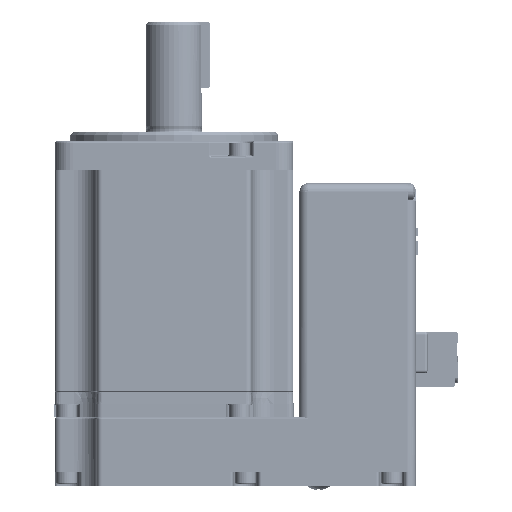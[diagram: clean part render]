
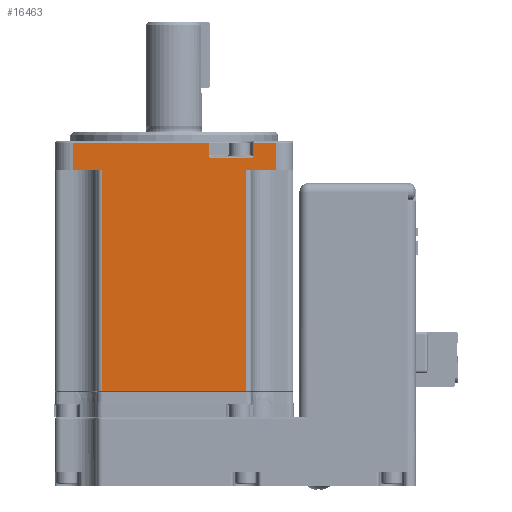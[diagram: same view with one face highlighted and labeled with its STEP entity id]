
A CAD part, front view. The second image highlights one B-rep face of the part: STEP entity #16463.
In plain terms, the highlighted planar face has unit normal (0, -1, 0).
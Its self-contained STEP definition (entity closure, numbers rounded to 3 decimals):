
#544 = VECTOR ( 'NONE', #127384, 1000. ) ;
#1394 = CARTESIAN_POINT ( 'NONE',  ( 11.373, -30.394, 180.05 ) ) ;
#1831 = LINE ( 'NONE', #148317, #42440 ) ;
#6958 = VERTEX_POINT ( 'NONE', #11764 ) ;
#10137 = VERTEX_POINT ( 'NONE', #93780 ) ;
#10960 = DIRECTION ( 'NONE',  ( 0., 0., -1. ) ) ;
#11764 = CARTESIAN_POINT ( 'NONE',  ( 3.473, -30.394, 174.55 ) ) ;
#13935 = EDGE_CURVE ( 'NONE', #15815, #96765, #153175, .T. ) ;
#14393 = DIRECTION ( 'NONE',  ( 0., 1., 0. ) ) ;
#15815 = VERTEX_POINT ( 'NONE', #38639 ) ;
#16463 = ADVANCED_FACE ( 'NONE', ( #50621 ), #99674, .F. ) ;
#17202 = CARTESIAN_POINT ( 'NONE',  ( -46.627, -30.394, 170.55 ) ) ;
#17451 = VERTEX_POINT ( 'NONE', #155323 ) ;
#17643 = CARTESIAN_POINT ( 'NONE',  ( 1.373, -30.394, 96.25 ) ) ;
#18702 = CARTESIAN_POINT ( 'NONE',  ( -46.627, -30.394, 174.55 ) ) ;
#20536 = DIRECTION ( 'NONE',  ( -1., 0., 0. ) ) ;
#20755 = DIRECTION ( 'NONE',  ( 1., 0., 0. ) ) ;
#22040 = CARTESIAN_POINT ( 'NONE',  ( -56.627, -30.394, 180.05 ) ) ;
#23684 = LINE ( 'NONE', #158079, #100978 ) ;
#24302 = CARTESIAN_POINT ( 'NONE',  ( -11.057, -30.394, 175.35 ) ) ;
#26348 = DIRECTION ( 'NONE',  ( 0., 0., -1. ) ) ;
#28048 = CARTESIAN_POINT ( 'NONE',  ( -46.627, -30.394, 96.25 ) ) ;
#28303 = VECTOR ( 'NONE', #145942, 1000. ) ;
#29827 = DIRECTION ( 'NONE',  ( -1., 0., 0. ) ) ;
#32604 = CARTESIAN_POINT ( 'NONE',  ( -10.425, -30.394, 174.55 ) ) ;
#36269 = VECTOR ( 'NONE', #141922, 1000. ) ;
#36504 = CARTESIAN_POINT ( 'NONE',  ( 3.773, -30.394, 179.55 ) ) ;
#36558 = EDGE_CURVE ( 'NONE', #154522, #49246, #1831, .T. ) ;
#36714 = LINE ( 'NONE', #108352, #45200 ) ;
#37175 = EDGE_CURVE ( 'NONE', #142356, #10137, #36714, .T. ) ;
#38639 = CARTESIAN_POINT ( 'NONE',  ( -11.057, -30.394, 179.55 ) ) ;
#38839 = VERTEX_POINT ( 'NONE', #151995 ) ;
#42013 = CARTESIAN_POINT ( 'NONE',  ( 3.473, -30.394, 175.35 ) ) ;
#42440 = VECTOR ( 'NONE', #124210, 1000. ) ;
#43204 = CARTESIAN_POINT ( 'NONE',  ( 1.373, -30.394, 170.55 ) ) ;
#44388 = DIRECTION ( 'NONE',  ( 0., 1., 0. ) ) ;
#45200 = VECTOR ( 'NONE', #10960, 1000. ) ;
#48464 = CARTESIAN_POINT ( 'NONE',  ( -9.925, -30.394, 174.55 ) ) ;
#49137 = EDGE_CURVE ( 'NONE', #38839, #158259, #135311, .T. ) ;
#49246 = VERTEX_POINT ( 'NONE', #67481 ) ;
#50022 = ORIENTED_EDGE ( 'NONE', *, *, #13935, .T. ) ;
#50621 = FACE_OUTER_BOUND ( 'NONE', #133908, .T. ) ;
#51900 = CIRCLE ( 'NONE', #152147, 0.8 ) ;
#55861 = CARTESIAN_POINT ( 'NONE',  ( -56.627, -30.394, 179.55 ) ) ;
#58249 = LINE ( 'NONE', #36504, #113105 ) ;
#58971 = ORIENTED_EDGE ( 'NONE', *, *, #93433, .T. ) ;
#59986 = VECTOR ( 'NONE', #101378, 1000. ) ;
#60820 = ORIENTED_EDGE ( 'NONE', *, *, #36558, .F. ) ;
#65472 = EDGE_CURVE ( 'NONE', #132085, #102800, #124787, .T. ) ;
#66773 = ORIENTED_EDGE ( 'NONE', *, *, #99869, .T. ) ;
#67481 = CARTESIAN_POINT ( 'NONE',  ( -56.627, -30.394, 170.55 ) ) ;
#68443 = LINE ( 'NONE', #128831, #136602 ) ;
#70651 = LINE ( 'NONE', #92369, #82011 ) ;
#73789 = EDGE_CURVE ( 'NONE', #6958, #38839, #93732, .T. ) ;
#75715 = ORIENTED_EDGE ( 'NONE', *, *, #80644, .T. ) ;
#76340 = CARTESIAN_POINT ( 'NONE',  ( -22.627, -30.394, 174.55 ) ) ;
#78287 = LINE ( 'NONE', #18702, #544 ) ;
#80644 = EDGE_CURVE ( 'NONE', #10137, #6958, #51900, .T. ) ;
#82011 = VECTOR ( 'NONE', #20755, 1000. ) ;
#83126 = CARTESIAN_POINT ( 'NONE',  ( -10.588, -30.394, 174.55 ) ) ;
#83233 = ORIENTED_EDGE ( 'NONE', *, *, #65472, .T. ) ;
#83987 = LINE ( 'NONE', #22040, #28303 ) ;
#85045 = ORIENTED_EDGE ( 'NONE', *, *, #37175, .T. ) ;
#86295 = EDGE_CURVE ( 'NONE', #158259, #15815, #23684, .T. ) ;
#88697 = VERTEX_POINT ( 'NONE', #28048 ) ;
#91999 = CARTESIAN_POINT ( 'NONE',  ( -56.627, -30.394, 179.55 ) ) ;
#92369 = CARTESIAN_POINT ( 'NONE',  ( 1.373, -30.394, 96.25 ) ) ;
#93433 = EDGE_CURVE ( 'NONE', #154522, #88697, #78287, .T. ) ;
#93442 = DIRECTION ( 'NONE',  ( 0., 0., 1. ) ) ;
#93732 = LINE ( 'NONE', #32604, #147449 ) ;
#93780 = CARTESIAN_POINT ( 'NONE',  ( 4.273, -30.394, 175.35 ) ) ;
#96765 = VERTEX_POINT ( 'NONE', #55861 ) ;
#97146 = ORIENTED_EDGE ( 'NONE', *, *, #49137, .T. ) ;
#97529 = CARTESIAN_POINT ( 'NONE',  ( -11.057, -30.394, 174.881 ) ) ;
#99674 = PLANE ( 'NONE',  #108516 ) ;
#99869 = EDGE_CURVE ( 'NONE', #88697, #132085, #70651, .T. ) ;
#100978 = VECTOR ( 'NONE', #146004, 1000. ) ;
#101378 = DIRECTION ( 'NONE',  ( 0., 0., 1. ) ) ;
#102800 = VERTEX_POINT ( 'NONE', #43204 ) ;
#103866 = ORIENTED_EDGE ( 'NONE', *, *, #73789, .T. ) ;
#107574 = EDGE_CURVE ( 'NONE', #17451, #102800, #68443, .T. ) ;
#108143 = DIRECTION ( 'NONE',  ( -1., 0., 0. ) ) ;
#108314 = VERTEX_POINT ( 'NONE', #151604 ) ;
#108352 = CARTESIAN_POINT ( 'NONE',  ( 4.273, -30.394, 180.05 ) ) ;
#108516 = AXIS2_PLACEMENT_3D ( 'NONE', #76340, #14393, #149579 ) ;
#113105 = VECTOR ( 'NONE', #108143, 1000. ) ;
#124210 = DIRECTION ( 'NONE',  ( -1., 0., 0. ) ) ;
#124787 = LINE ( 'NONE', #136052, #59986 ) ;
#127384 = DIRECTION ( 'NONE',  ( 0., 0., -1. ) ) ;
#128831 = CARTESIAN_POINT ( 'NONE',  ( -56.627, -30.394, 170.55 ) ) ;
#131249 = VECTOR ( 'NONE', #26348, 1000. ) ;
#131787 = ORIENTED_EDGE ( 'NONE', *, *, #149434, .T. ) ;
#132085 = VERTEX_POINT ( 'NONE', #17643 ) ;
#133908 = EDGE_LOOP ( 'NONE', ( #83233, #146036, #135190, #146358, #85045, #75715, #103866, #97146, #157144, #50022, #131787, #60820, #58971, #66773 ) ) ;
#135190 = ORIENTED_EDGE ( 'NONE', *, *, #150156, .F. ) ;
#135311 =( BOUNDED_CURVE ( )  B_SPLINE_CURVE ( 3, ( #48464, #83126, #97529, #24302 ),
 .UNSPECIFIED., .F., .T. ) 
 B_SPLINE_CURVE_WITH_KNOTS ( ( 4, 4 ),
 ( 4.712, 6.283 ),
 .UNSPECIFIED. ) 
 CURVE ( )  GEOMETRIC_REPRESENTATION_ITEM ( )  RATIONAL_B_SPLINE_CURVE ( ( 1., 0.805, 0.805, 1. ) ) 
 REPRESENTATION_ITEM ( '' )  );
#136052 = CARTESIAN_POINT ( 'NONE',  ( 1.373, -30.394, 174.55 ) ) ;
#136602 = VECTOR ( 'NONE', #29827, 1000. ) ;
#141922 = DIRECTION ( 'NONE',  ( -1., 0., 0. ) ) ;
#142356 = VERTEX_POINT ( 'NONE', #152229 ) ;
#145942 = DIRECTION ( 'NONE',  ( 0., 0., -1. ) ) ;
#146004 = DIRECTION ( 'NONE',  ( 0., 0., 1. ) ) ;
#146036 = ORIENTED_EDGE ( 'NONE', *, *, #107574, .F. ) ;
#146358 = ORIENTED_EDGE ( 'NONE', *, *, #149444, .T. ) ;
#147449 = VECTOR ( 'NONE', #20536, 1000. ) ;
#148317 = CARTESIAN_POINT ( 'NONE',  ( -56.627, -30.394, 170.55 ) ) ;
#149434 = EDGE_CURVE ( 'NONE', #96765, #49246, #83987, .T. ) ;
#149444 = EDGE_CURVE ( 'NONE', #108314, #142356, #58249, .T. ) ;
#149579 = DIRECTION ( 'NONE',  ( -1., 0., 0. ) ) ;
#150156 = EDGE_CURVE ( 'NONE', #108314, #17451, #151821, .T. ) ;
#151604 = CARTESIAN_POINT ( 'NONE',  ( 11.373, -30.394, 179.55 ) ) ;
#151821 = LINE ( 'NONE', #1394, #131249 ) ;
#151995 = CARTESIAN_POINT ( 'NONE',  ( -9.925, -30.394, 174.55 ) ) ;
#152147 = AXIS2_PLACEMENT_3D ( 'NONE', #42013, #44388, #93442 ) ;
#152229 = CARTESIAN_POINT ( 'NONE',  ( 4.273, -30.394, 179.55 ) ) ;
#153175 = LINE ( 'NONE', #91999, #36269 ) ;
#154522 = VERTEX_POINT ( 'NONE', #17202 ) ;
#155323 = CARTESIAN_POINT ( 'NONE',  ( 11.373, -30.394, 170.55 ) ) ;
#155536 = CARTESIAN_POINT ( 'NONE',  ( -11.057, -30.394, 175.35 ) ) ;
#157144 = ORIENTED_EDGE ( 'NONE', *, *, #86295, .T. ) ;
#158079 = CARTESIAN_POINT ( 'NONE',  ( -11.057, -30.394, 180.05 ) ) ;
#158259 = VERTEX_POINT ( 'NONE', #155536 ) ;
